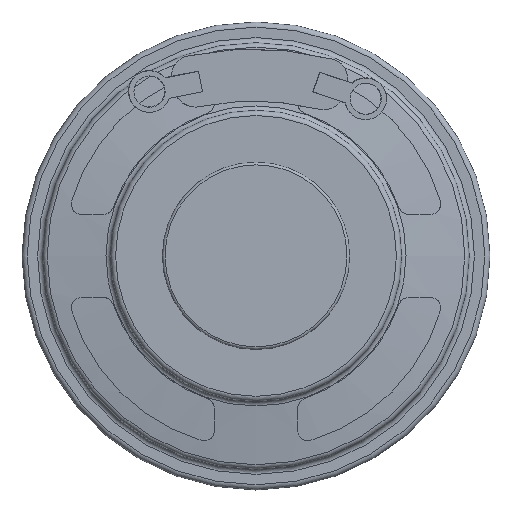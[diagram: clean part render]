
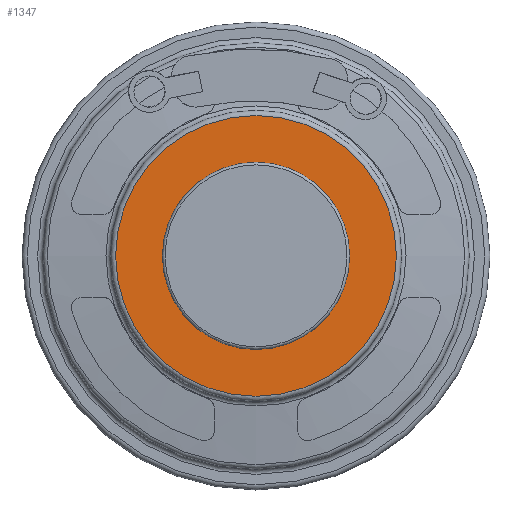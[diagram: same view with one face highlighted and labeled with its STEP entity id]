
A CAD part, top view. The second image highlights one B-rep face of the part: STEP entity #1347.
In plain terms, the highlighted planar face has unit normal (0, 0, 1).
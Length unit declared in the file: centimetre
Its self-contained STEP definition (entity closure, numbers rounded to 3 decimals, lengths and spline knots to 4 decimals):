
#312=PLANE('',#1465);
#381=VERTEX_POINT('',#1559);
#456=VERTEX_POINT('',#2872);
#501=CIRCLE('',#1394,0.9);
#528=CIRCLE('',#1464,1.35);
#563=EDGE_CURVE('',#381,#381,#501,.T.);
#670=EDGE_CURVE('',#456,#456,#528,.T.);
#916=ORIENTED_EDGE('',*,*,#563,.T.);
#917=ORIENTED_EDGE('',*,*,#670,.F.);
#1122=EDGE_LOOP('',(#916));
#1123=EDGE_LOOP('',(#917));
#1246=FACE_BOUND('',#1122,.T.);
#1247=FACE_BOUND('',#1123,.T.);
#1347=ADVANCED_FACE('',(#1246,#1247),#312,.T.);
#1394=AXIS2_PLACEMENT_3D('',#1558,#3028,#3029);
#1464=AXIS2_PLACEMENT_3D('',#2871,#3185,#3186);
#1465=AXIS2_PLACEMENT_3D('',#2873,#3187,$);
#1558=CARTESIAN_POINT('',(0.,0.,0.4));
#1559=CARTESIAN_POINT('',(0.9,0.,0.4));
#2871=CARTESIAN_POINT('',(0.,0.,0.4));
#2872=CARTESIAN_POINT('',(1.35,0.,0.4));
#2873=CARTESIAN_POINT('',(0.,0.,0.4));
#3028=DIRECTION('',(0.,0.,-1.));
#3029=DIRECTION('',(0.9,0.,0.));
#3185=DIRECTION('',(0.,0.,-1.));
#3186=DIRECTION('',(-1.35,0.,0.));
#3187=DIRECTION('',(0.,0.,1.));
